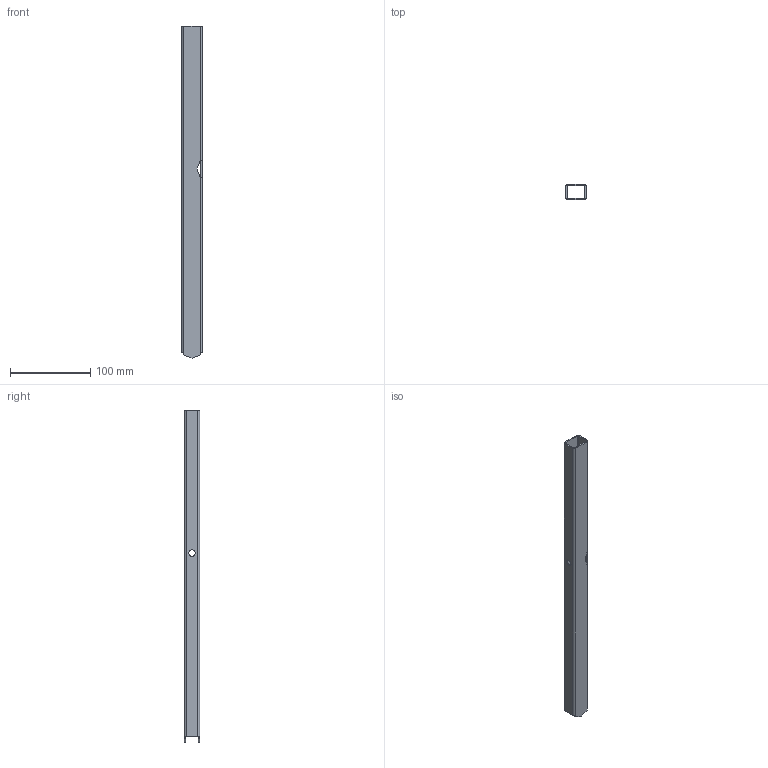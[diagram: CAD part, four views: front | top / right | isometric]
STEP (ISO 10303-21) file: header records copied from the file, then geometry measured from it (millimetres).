
FILE_DESCRIPTION(('FreeCAD Model'),'2;1');
FILE_NAME('vert.STEP','2017-11-08T17:27:07',('FreeCAD'),('FreeCAD'), 'Open CASCADE STEP processor 6.8','FreeCAD','Unknown');
FILE_SCHEMA(('AUTOMOTIVE_DESIGN_CC2 { 1 2 10303 214 -1 1 5 4 }'));
Length unit declared in the file: millimetre
Products named in the file (1): Open CASCADE STEP translator 6.8 6
Bounding box: 25.4 x 19.05 x 412.75 mm (x, y, z)
Volume: 53140.5 mm3; surface area: 64896.5 mm2
Topology: 1 solids, 1 shells, 43 faces, 138 edges, 92 vertices
Faces by surface type: plane 29, cylinder 14
Full cylindrical faces by diameter (mm): 7.938 x2
Entity records: 3342 total; most frequent: CARTESIAN_POINT 714, DIRECTION 456, LINE 302, VECTOR 302, ORIENTED_EDGE 276, PCURVE 276, DEFINITIONAL_REPRESENTATION 276, EDGE_CURVE 138
